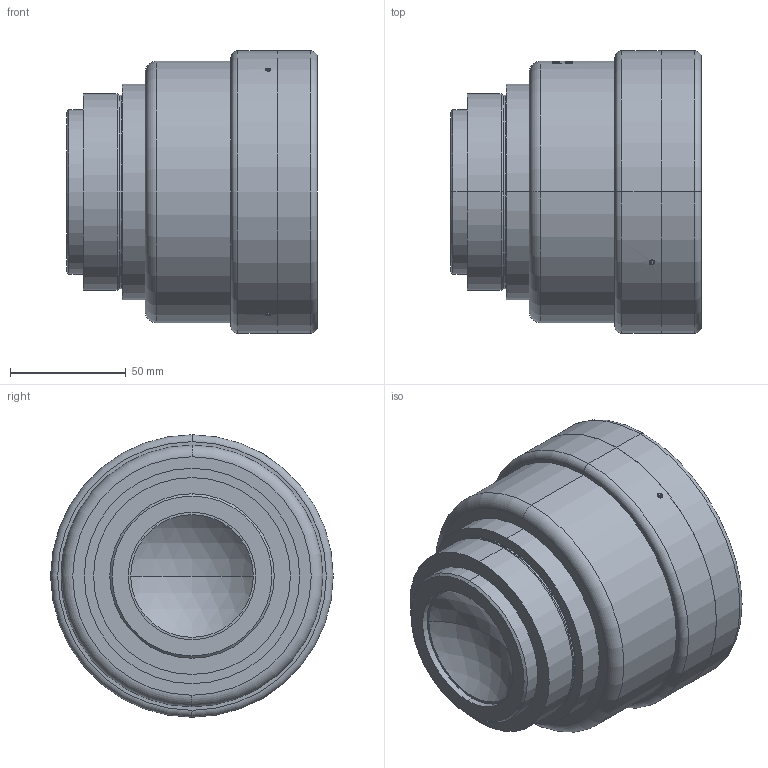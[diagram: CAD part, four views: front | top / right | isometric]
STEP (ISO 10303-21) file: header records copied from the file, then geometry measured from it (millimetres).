
FILE_DESCRIPTION (( 'STEP AP203' ), '1' );
FILE_NAME ('S4LFT1330_075_10.STEP', '2022-04-25T08:10:53', ( '' ), ( '' ), 'SwSTEP 2.0', 'SolidWorks 2021', '' );
FILE_SCHEMA (( 'CONFIG_CONTROL_DESIGN' ));
Length unit declared in the file: millimetre
Products named in the file (7): 275508; S4LMN1320; 275506; S4LPG4160; DIN 914 - M3 x 8-N_DIN 914 - M3 x 8-N; 275517_S4LFT1330_075; S4LFT1330_075_10
Assembly tree (8 placements, depth 2):
  S4LFT1330_075_10
    S4LMN1320
    S4LPG4160
    275517_S4LFT1330_075
    275508
    275506
    DIN 914 - M3 x 8-N_DIN 914 - M3 x 8-N  x3
Bounding box: 108.36 x 122 x 122 mm (x, y, z)
Volume: 307620.2 mm3; surface area: 131830 mm2
Topology: 8 solids, 8 shells, 504 faces, 1259 edges, 820 vertices
Faces by surface type: bspline 180, plane 171, cylinder 97, cone 30, torus 22, sphere 4
Entity records: 35035 total; most frequent: CARTESIAN_POINT 24241, ORIENTED_EDGE 2390, DIRECTION 1515, EDGE_CURVE 1195, VERTEX_POINT 780, AXIS2_PLACEMENT_3D 599, B_SPLINE_CURVE_WITH_KNOTS 584, EDGE_LOOP 533
